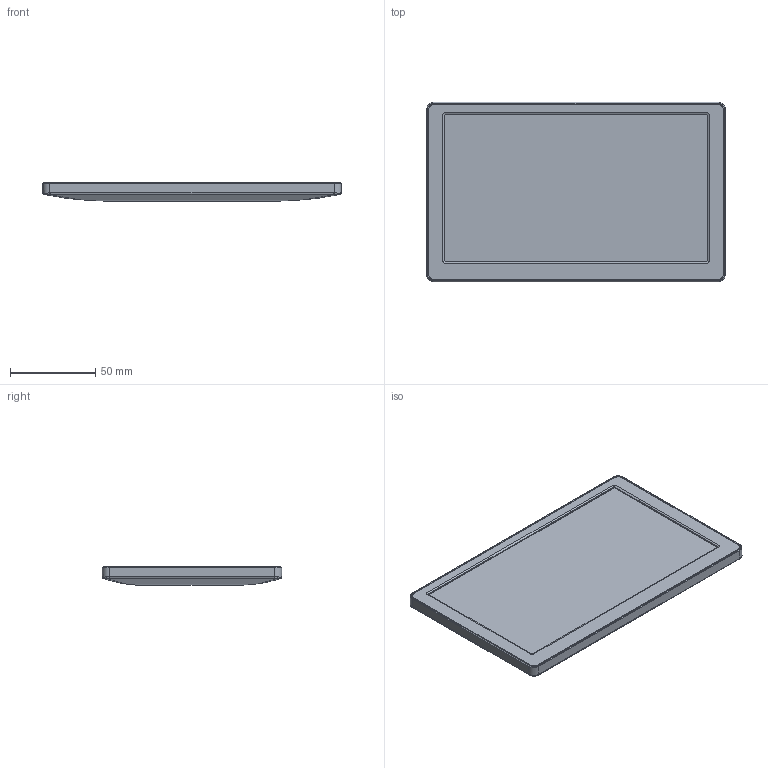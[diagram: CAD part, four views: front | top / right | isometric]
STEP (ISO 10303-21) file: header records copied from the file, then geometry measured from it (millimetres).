
FILE_DESCRIPTION((''),'2;1');
FILE_NAME('70H-1024600-CT-CASE-ASM_ASM','2022-07-20T11:09:04',('xiaojisheng'),(''),'CREO PARAMETRIC BY PTC INC, 2018050','CREO PARAMETRIC BY PTC INC, 2018050','');
FILE_SCHEMA(('CONFIG_CONTROL_DESIGN','SHAPE_APPEARANCE_LAYERS_GROUPS'));
Products named in the file (6): 7INCH-QLED-HTT070QD001; 7INCH-HDMI-ADAPTER-V2-0607; 70H-1024600-CT_CASE; 70H-1024600-PANEL; 70H-1024600-EVA; 70H-1024600-CT-CASE-ASM_ASM
Assembly tree (5 placements, depth 2):
  70H-1024600-CT-CASE-ASM_ASM
    7INCH-QLED-HTT070QD001
    7INCH-HDMI-ADAPTER-V2-0607
    70H-1024600-CT_CASE
    70H-1024600-PANEL
    70H-1024600-EVA
Bounding box: 175.3 x 105.3 x 11 mm (x, y, z)
Volume: 119706.8 mm3; surface area: 102639.5 mm2
Topology: 13 solids, 13 shells, 1795 faces, 4750 edges, 3139 vertices
Faces by surface type: plane 1685, cylinder 53, bspline 26, extrusion 21, cone 8, sphere 2
Entity records: 69418 total; most frequent: CARTESIAN_POINT 11616, ORIENTED_EDGE 9492, DIRECTION 8280, EDGE_CURVE 4746, VECTOR 4486, LINE 4465, VERTEX_POINT 3139, PRESENTATION_STYLE_ASSIGNMENT 2265
